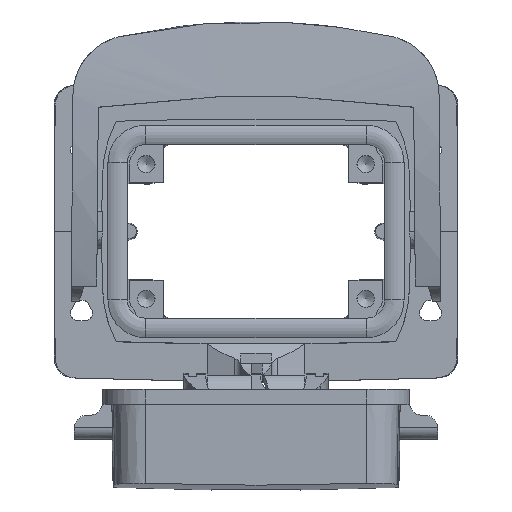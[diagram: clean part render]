
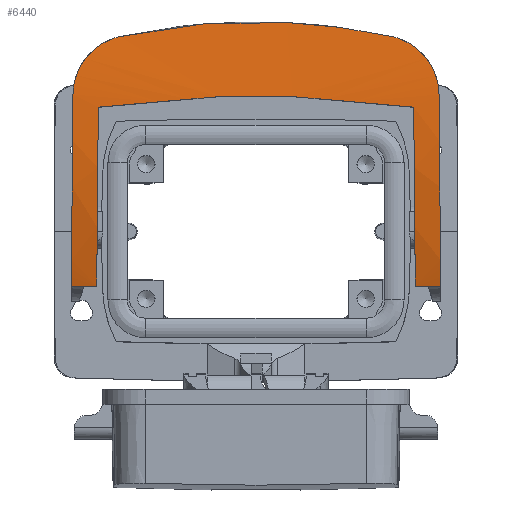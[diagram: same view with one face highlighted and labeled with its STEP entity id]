
A CAD part, top view. The second image highlights one B-rep face of the part: STEP entity #6440.
In plain terms, the highlighted cylindrical face has radius 120 mm (diameter 240 mm), a partial arc.
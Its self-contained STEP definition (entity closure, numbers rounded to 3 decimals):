
#5156=CYLINDRICAL_SURFACE('',#24097,120.);
#5531=B_SPLINE_CURVE_WITH_KNOTS('',3,(#33506,#33507,#33508,#33509,#33510,
#33511),.UNSPECIFIED.,.F.,.F.,(4,2,4),(0.,0.5,1.),.UNSPECIFIED.);
#5532=B_SPLINE_CURVE_WITH_KNOTS('',3,(#33513,#33514,#33515,#33516,#33517,
#33518,#33519,#33520),.UNSPECIFIED.,.F.,.F.,(4,2,2,4),(0.,0.5,0.75,1.),
 .UNSPECIFIED.);
#5533=B_SPLINE_CURVE_WITH_KNOTS('',3,(#33522,#33523,#33524,#33525,#33526,
#33527),.UNSPECIFIED.,.F.,.F.,(4,2,4),(0.,0.5,1.),.UNSPECIFIED.);
#5732=ELLIPSE('',#24029,120.005,120.);
#5761=ELLIPSE('',#24069,120.005,120.);
#5768=ELLIPSE('',#24092,120.005,120.);
#5769=ELLIPSE('',#24093,120.005,120.);
#5770=ELLIPSE('',#24095,1376.846,120.);
#5771=ELLIPSE('',#24096,1376.846,120.);
#6440=ADVANCED_FACE('',(#7935),#5156,.T.);
#7935=FACE_OUTER_BOUND('',#8870,.T.);
#8870=EDGE_LOOP('',(#12882,#12883,#12884,#12885,#12886,#12887,#12888,#12889,
#12890,#12891,#12892,#12893,#12894,#12895));
#9449=CIRCLE('',#24091,120.);
#9450=CIRCLE('',#24094,120.);
#12882=ORIENTED_EDGE('',*,*,#17941,.T.);
#12883=ORIENTED_EDGE('',*,*,#17942,.F.);
#12884=ORIENTED_EDGE('',*,*,#17943,.T.);
#12885=ORIENTED_EDGE('',*,*,#17944,.T.);
#12886=ORIENTED_EDGE('',*,*,#17945,.F.);
#12887=ORIENTED_EDGE('',*,*,#17946,.F.);
#12888=ORIENTED_EDGE('',*,*,#17947,.F.);
#12889=ORIENTED_EDGE('',*,*,#17948,.F.);
#12890=ORIENTED_EDGE('',*,*,#17949,.T.);
#12891=ORIENTED_EDGE('',*,*,#17817,.F.);
#12892=ORIENTED_EDGE('',*,*,#17950,.F.);
#12893=ORIENTED_EDGE('',*,*,#17951,.F.);
#12894=ORIENTED_EDGE('',*,*,#17952,.T.);
#12895=ORIENTED_EDGE('',*,*,#17898,.T.);
#15618=VERTEX_POINT('',#33233);
#15619=VERTEX_POINT('',#33235);
#15671=VERTEX_POINT('',#33359);
#15694=VERTEX_POINT('',#33407);
#15726=VERTEX_POINT('',#33501);
#15727=VERTEX_POINT('',#33503);
#15728=VERTEX_POINT('',#33505);
#15729=VERTEX_POINT('',#33512);
#15730=VERTEX_POINT('',#33521);
#15731=VERTEX_POINT('',#33528);
#15732=VERTEX_POINT('',#33530);
#15733=VERTEX_POINT('',#33532);
#15734=VERTEX_POINT('',#33535);
#15735=VERTEX_POINT('',#33537);
#17817=EDGE_CURVE('',#15618,#15619,#5732,.T.);
#17898=EDGE_CURVE('',#15671,#15694,#5761,.T.);
#17941=EDGE_CURVE('',#15694,#15726,#19939,.T.);
#17942=EDGE_CURVE('',#15727,#15726,#9449,.T.);
#17943=EDGE_CURVE('',#15727,#15728,#5768,.T.);
#17944=EDGE_CURVE('',#15728,#15729,#5531,.T.);
#17945=EDGE_CURVE('',#15730,#15729,#5532,.T.);
#17946=EDGE_CURVE('',#15731,#15730,#5533,.T.);
#17947=EDGE_CURVE('',#15732,#15731,#5769,.T.);
#17948=EDGE_CURVE('',#15733,#15732,#9450,.T.);
#17949=EDGE_CURVE('',#15733,#15619,#19940,.T.);
#17950=EDGE_CURVE('',#15734,#15618,#5770,.T.);
#17951=EDGE_CURVE('',#15735,#15734,#19941,.T.);
#17952=EDGE_CURVE('',#15735,#15671,#5771,.T.);
#19939=LINE('',#33500,#21700);
#19940=LINE('',#33533,#21701);
#19941=LINE('',#33536,#21702);
#21700=VECTOR('',#27759,1.);
#21701=VECTOR('',#27768,1.);
#21702=VECTOR('',#27771,1.);
#24029=AXIS2_PLACEMENT_3D('',#33234,#27562,#27563);
#24069=AXIS2_PLACEMENT_3D('',#33408,#27686,#27687);
#24091=AXIS2_PLACEMENT_3D('',#33502,#27760,#27761);
#24092=AXIS2_PLACEMENT_3D('',#33504,#27762,#27763);
#24093=AXIS2_PLACEMENT_3D('',#33529,#27764,#27765);
#24094=AXIS2_PLACEMENT_3D('',#33531,#27766,#27767);
#24095=AXIS2_PLACEMENT_3D('',#33534,#27769,#27770);
#24096=AXIS2_PLACEMENT_3D('',#33538,#27772,#27773);
#24097=AXIS2_PLACEMENT_3D('',#33539,#27774,#27775);
#27562=DIRECTION('',(1.,-0.009,0.));
#27563=DIRECTION('',(0.009,1.,0.));
#27686=DIRECTION('',(1.,0.009,0.));
#27687=DIRECTION('',(0.009,-1.,0.));
#27759=DIRECTION('',(1.,0.,0.));
#27760=DIRECTION('',(1.,0.,0.));
#27761=DIRECTION('',(0.,0.,1.));
#27762=DIRECTION('',(-1.,-0.009,0.));
#27763=DIRECTION('',(0.009,-1.,0.));
#27764=DIRECTION('',(-1.,0.009,0.));
#27765=DIRECTION('',(0.009,1.,0.));
#27766=DIRECTION('',(-1.,0.,0.));
#27767=DIRECTION('',(0.,0.,-1.));
#27768=DIRECTION('',(1.,0.,0.));
#27769=DIRECTION('',(0.087,-0.996,0.));
#27770=DIRECTION('',(0.996,0.087,0.));
#27771=DIRECTION('',(-1.,0.,0.));
#27772=DIRECTION('',(0.087,0.996,0.));
#27773=DIRECTION('',(0.996,-0.087,0.));
#27774=DIRECTION('',(1.,0.,0.));
#27775=DIRECTION('',(0.,0.,1.));
#33233=CARTESIAN_POINT('',(-31.633,24.879,30.694));
#33234=CARTESIAN_POINT('',(-31.648,23.157,-89.293));
#33235=CARTESIAN_POINT('',(-31.946,-11.,25.743));
#33359=CARTESIAN_POINT('',(31.633,24.879,30.694));
#33407=CARTESIAN_POINT('',(31.946,-11.,25.743));
#33408=CARTESIAN_POINT('',(31.648,23.157,-89.293));
#33500=CARTESIAN_POINT('',(37.,-11.,25.743));
#33501=CARTESIAN_POINT('',(37.,-11.,25.743));
#33502=CARTESIAN_POINT('',(37.,23.157,-89.293));
#33503=CARTESIAN_POINT('',(37.,-5.729,27.178));
#33504=CARTESIAN_POINT('',(36.748,23.157,-89.293));
#33505=CARTESIAN_POINT('',(36.711,27.42,30.631));
#33506=CARTESIAN_POINT('',(36.711,27.42,30.631));
#33507=CARTESIAN_POINT('',(36.687,30.129,30.535));
#33508=CARTESIAN_POINT('',(35.748,32.746,30.342));
#33509=CARTESIAN_POINT('',(32.357,36.95,29.93));
#33510=CARTESIAN_POINT('',(30.,38.422,29.733));
#33511=CARTESIAN_POINT('',(27.358,39.02,29.654));
#33512=CARTESIAN_POINT('',(27.358,39.02,29.654));
#33513=CARTESIAN_POINT('',(-27.358,39.02,29.654));
#33514=CARTESIAN_POINT('',(-18.383,41.05,29.383));
#33515=CARTESIAN_POINT('',(-9.183,42.001,29.218));
#33516=CARTESIAN_POINT('',(4.611,42.,29.218));
#33517=CARTESIAN_POINT('',(9.214,41.756,29.258));
#33518=CARTESIAN_POINT('',(18.342,40.773,29.408));
#33519=CARTESIAN_POINT('',(22.87,40.035,29.518));
#33520=CARTESIAN_POINT('',(27.358,39.02,29.654));
#33521=CARTESIAN_POINT('',(-27.358,39.02,29.654));
#33522=CARTESIAN_POINT('',(-36.711,27.42,30.631));
#33523=CARTESIAN_POINT('',(-36.687,30.129,30.535));
#33524=CARTESIAN_POINT('',(-35.748,32.744,30.342));
#33525=CARTESIAN_POINT('',(-32.359,36.949,29.93));
#33526=CARTESIAN_POINT('',(-30.,38.422,29.733));
#33527=CARTESIAN_POINT('',(-27.358,39.02,29.654));
#33528=CARTESIAN_POINT('',(-36.711,27.42,30.631));
#33529=CARTESIAN_POINT('',(-36.748,23.157,-89.293));
#33530=CARTESIAN_POINT('',(-37.,-5.729,27.178));
#33531=CARTESIAN_POINT('',(-37.,23.157,-89.293));
#33532=CARTESIAN_POINT('',(-37.,-11.,25.743));
#33533=CARTESIAN_POINT('',(-37.,-11.,25.743));
#33534=CARTESIAN_POINT('',(-51.31,23.157,-89.293));
#33535=CARTESIAN_POINT('',(-7.39,27.,30.645));
#33536=CARTESIAN_POINT('',(-7.39,27.,30.645));
#33537=CARTESIAN_POINT('',(7.39,27.,30.645));
#33538=CARTESIAN_POINT('',(51.31,23.157,-89.293));
#33539=CARTESIAN_POINT('',(-37.,23.157,-89.293));
